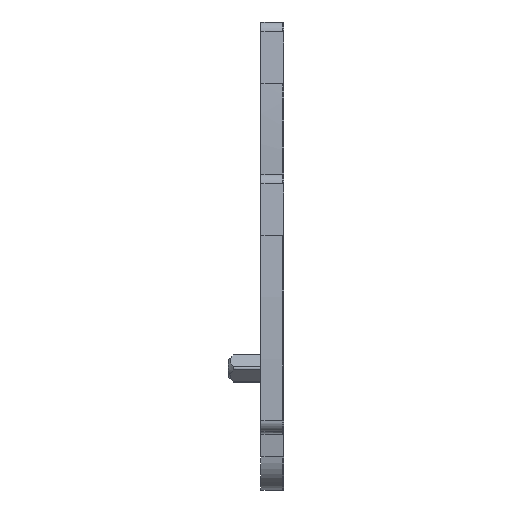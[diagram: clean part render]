
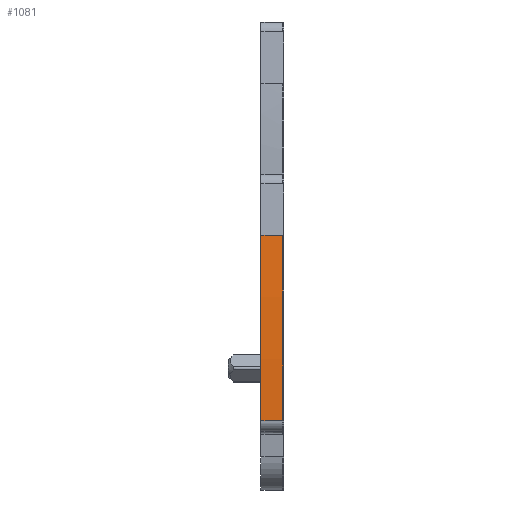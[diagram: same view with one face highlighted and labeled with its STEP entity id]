
A CAD part, front view. The second image highlights one B-rep face of the part: STEP entity #1081.
In plain terms, the highlighted cylindrical face has radius 151.052 mm (diameter 302.104 mm), a partial arc.
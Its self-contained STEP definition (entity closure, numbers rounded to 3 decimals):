
#519=AXIS2_PLACEMENT_3D('Circle Axis2P3D',#517,#518,$) ;
#1054=AXIS2_PLACEMENT_3D('Cylinder Axis2P3D',#1051,#1052,#1053) ;
#1072=AXIS2_PLACEMENT_3D('Circle Axis2P3D',#1070,#1071,$) ;
#514=CARTESIAN_POINT('Vertex',(3.,0.,6.376)) ;
#517=CARTESIAN_POINT('Axis2P3D Location',(3.,151.009,10.)) ;
#521=CARTESIAN_POINT('Vertex',(3.,0.557,23.45)) ;
#1051=CARTESIAN_POINT('Axis2P3D Location',(4.05,151.009,10.)) ;
#1056=CARTESIAN_POINT('Line Origine',(4.05,0.557,23.45)) ;
#1060=CARTESIAN_POINT('Vertex',(5.,0.557,23.45)) ;
#1063=CARTESIAN_POINT('Line Origine',(4.05,0.,6.376)) ;
#1067=CARTESIAN_POINT('Vertex',(5.,0.,6.376)) ;
#1070=CARTESIAN_POINT('Axis2P3D Location',(5.,151.009,10.)) ;
#518=DIRECTION('Axis2P3D Direction',(1.,0.,0.)) ;
#1052=DIRECTION('Axis2P3D Direction',(1.,0.,0.)) ;
#1053=DIRECTION('Axis2P3D XDirection',(0.,-0.996,0.089)) ;
#1057=DIRECTION('Vector Direction',(1.,0.,0.)) ;
#1064=DIRECTION('Vector Direction',(1.,0.,0.)) ;
#1071=DIRECTION('Axis2P3D Direction',(1.,0.,0.)) ;
#1058=VECTOR('Line Direction',#1057,1.) ;
#1065=VECTOR('Line Direction',#1064,1.) ;
#1076=ORIENTED_EDGE('',*,*,#1062,.F.) ;
#1077=ORIENTED_EDGE('',*,*,#523,.T.) ;
#1078=ORIENTED_EDGE('',*,*,#1069,.T.) ;
#1079=ORIENTED_EDGE('',*,*,#1074,.F.) ;
#1081=ADVANCED_FACE('AEP_2T_2-5_XX-DT_MAINBODY',(#1080),#1055,.T.) ;
#520=CIRCLE('generated circle',#519,151.052) ;
#1073=CIRCLE('generated circle',#1072,151.052) ;
#1055=CYLINDRICAL_SURFACE('generated cylinder',#1054,151.052) ;
#523=EDGE_CURVE('',#522,#515,#520,.T.) ;
#1062=EDGE_CURVE('',#522,#1061,#1059,.T.) ;
#1069=EDGE_CURVE('',#515,#1068,#1066,.T.) ;
#1074=EDGE_CURVE('',#1061,#1068,#1073,.T.) ;
#1075=EDGE_LOOP('',(#1076,#1077,#1078,#1079)) ;
#1080=FACE_OUTER_BOUND('',#1075,.T.) ;
#1059=LINE('Line',#1056,#1058) ;
#1066=LINE('Line',#1063,#1065) ;
#515=VERTEX_POINT('',#514) ;
#522=VERTEX_POINT('',#521) ;
#1061=VERTEX_POINT('',#1060) ;
#1068=VERTEX_POINT('',#1067) ;
